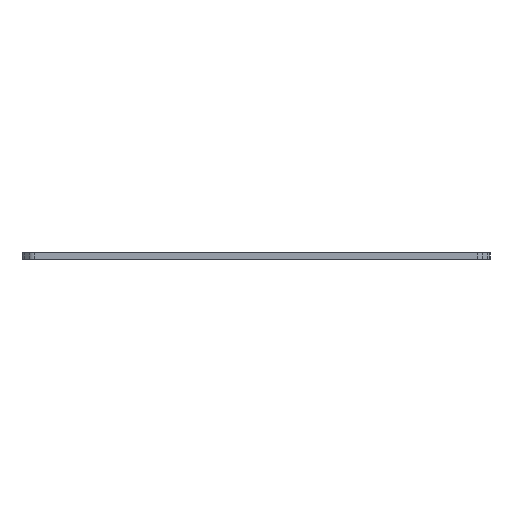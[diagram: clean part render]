
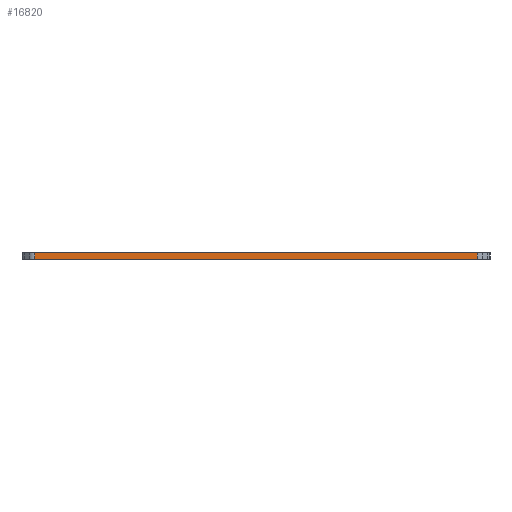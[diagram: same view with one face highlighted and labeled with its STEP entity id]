
A CAD part, left-side view. The second image highlights one B-rep face of the part: STEP entity #16820.
In plain terms, the highlighted planar face has unit normal (-1, 0, 0).
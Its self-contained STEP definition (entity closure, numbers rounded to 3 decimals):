
#616=PLANE('',#18441);
#1433=FACE_OUTER_BOUND('',#2256,.T.);
#2256=EDGE_LOOP('',(#13929,#13930,#13931,#13932));
#4099=LINE('',#28241,#5766);
#4100=LINE('',#28244,#5767);
#4101=LINE('',#28246,#5768);
#4102=LINE('',#28247,#5769);
#5766=VECTOR('',#23306,10.);
#5767=VECTOR('',#23309,10.);
#5768=VECTOR('',#23310,10.);
#5769=VECTOR('',#23311,10.);
#8202=VERTEX_POINT('',#28237);
#8203=VERTEX_POINT('',#28239);
#8204=VERTEX_POINT('',#28243);
#8205=VERTEX_POINT('',#28245);
#10655=EDGE_CURVE('',#8202,#8203,#4099,.T.);
#10656=EDGE_CURVE('',#8204,#8202,#4100,.T.);
#10657=EDGE_CURVE('',#8205,#8203,#4101,.T.);
#10658=EDGE_CURVE('',#8204,#8205,#4102,.T.);
#13929=ORIENTED_EDGE('',*,*,#10656,.T.);
#13930=ORIENTED_EDGE('',*,*,#10655,.T.);
#13931=ORIENTED_EDGE('',*,*,#10657,.F.);
#13932=ORIENTED_EDGE('',*,*,#10658,.F.);
#16820=ADVANCED_FACE('',(#1433),#616,.T.);
#18441=AXIS2_PLACEMENT_3D('',#28242,#23307,#23308);
#23306=DIRECTION('',(0.,0.,1.));
#23307=DIRECTION('center_axis',(-1.,0.,0.));
#23308=DIRECTION('ref_axis',(0.,-1.,0.));
#23309=DIRECTION('',(0.,-1.,0.));
#23310=DIRECTION('',(0.,-1.,0.));
#23311=DIRECTION('',(0.,0.,1.));
#28237=CARTESIAN_POINT('',(-1.475,-99.678,0.));
#28239=CARTESIAN_POINT('',(-1.475,-99.678,1.5));
#28241=CARTESIAN_POINT('',(-1.475,-99.678,0.));
#28242=CARTESIAN_POINT('Origin',(-1.475,-0.334,0.));
#28243=CARTESIAN_POINT('',(-1.475,-0.334,0.));
#28244=CARTESIAN_POINT('',(-1.475,-0.334,0.));
#28245=CARTESIAN_POINT('',(-1.475,-0.334,1.5));
#28246=CARTESIAN_POINT('',(-1.475,-0.334,1.5));
#28247=CARTESIAN_POINT('',(-1.475,-0.334,0.));
